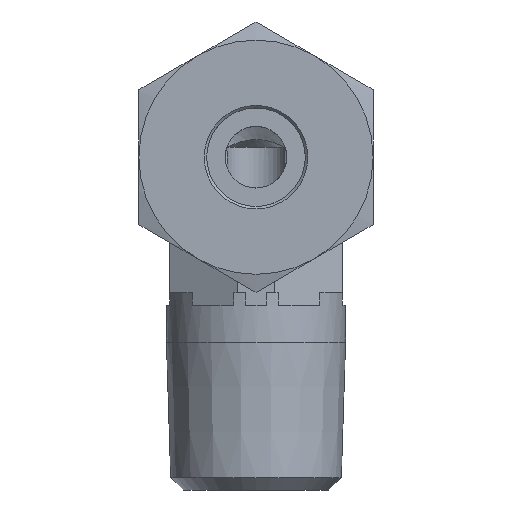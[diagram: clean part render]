
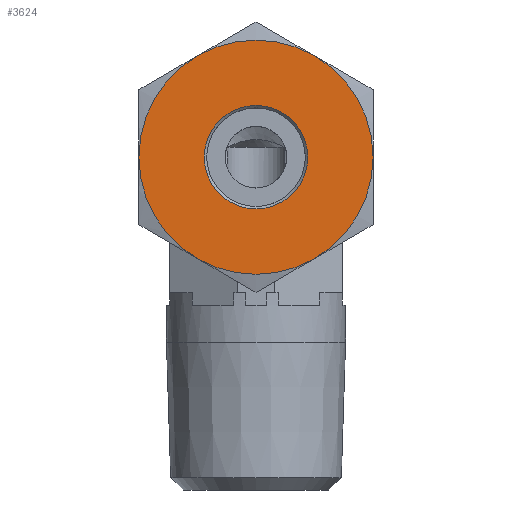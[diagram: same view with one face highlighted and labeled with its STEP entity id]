
A CAD part, front view. The second image highlights one B-rep face of the part: STEP entity #3624.
In plain terms, the highlighted face is planar.
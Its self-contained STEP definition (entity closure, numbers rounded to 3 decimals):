
#3528=CARTESIAN_POINT('',(4.2,0.,16.5));
#3529=VERTEX_POINT('',#3528);
#3530=CARTESIAN_POINT('',(0.0,0.0,16.5));
#3531=DIRECTION('',(0.0,0.0,1.0));
#3532=DIRECTION('',(-1.0,0.0,0.0));
#3533=AXIS2_PLACEMENT_3D('',#3530,#3531,#3532);
#3534=CIRCLE('',#3533,4.2);
#3535=EDGE_CURVE('',#3529,#3529,#3534,.T.);
#3560=CARTESIAN_POINT('',(0.,0.,16.5));
#3561=DIRECTION('',(0.0,0.0,1.0));
#3562=DIRECTION('',(1.0,0.0,0.0));
#3563=AXIS2_PLACEMENT_3D('',#3560,#3561,#3562);
#3564=PLANE('',#3563);
#3565=CARTESIAN_POINT('',(-4.75,-8.227,16.5));
#3566=VERTEX_POINT('',#3565);
#3567=CARTESIAN_POINT('',(4.75,-8.227,16.5));
#3568=VERTEX_POINT('',#3567);
#3569=CARTESIAN_POINT('',(0.0,0.0,16.5));
#3570=DIRECTION('',(0.0,0.0,1.0));
#3571=DIRECTION('',(-0.5,-0.866,0.0));
#3572=AXIS2_PLACEMENT_3D('',#3569,#3570,#3571);
#3573=CIRCLE('',#3572,9.5);
#3574=EDGE_CURVE('',#3566,#3568,#3573,.T.);
#3575=ORIENTED_EDGE('',*,*,#3574,.T.);
#3576=CARTESIAN_POINT('',(9.5,0.,16.5));
#3577=VERTEX_POINT('',#3576);
#3578=CARTESIAN_POINT('',(0.0,0.0,16.5));
#3579=DIRECTION('',(0.0,0.0,1.0));
#3580=DIRECTION('',(-0.5,-0.866,0.0));
#3581=AXIS2_PLACEMENT_3D('',#3578,#3579,#3580);
#3582=CIRCLE('',#3581,9.5);
#3583=EDGE_CURVE('',#3568,#3577,#3582,.T.);
#3584=ORIENTED_EDGE('',*,*,#3583,.T.);
#3585=CARTESIAN_POINT('',(4.75,8.227,16.5));
#3586=VERTEX_POINT('',#3585);
#3587=CARTESIAN_POINT('',(0.0,0.0,16.5));
#3588=DIRECTION('',(0.0,0.0,1.0));
#3589=DIRECTION('',(-0.5,-0.866,0.0));
#3590=AXIS2_PLACEMENT_3D('',#3587,#3588,#3589);
#3591=CIRCLE('',#3590,9.5);
#3592=EDGE_CURVE('',#3577,#3586,#3591,.T.);
#3593=ORIENTED_EDGE('',*,*,#3592,.T.);
#3594=CARTESIAN_POINT('',(-4.75,8.227,16.5));
#3595=VERTEX_POINT('',#3594);
#3596=CARTESIAN_POINT('',(0.0,0.0,16.5));
#3597=DIRECTION('',(0.0,0.0,1.0));
#3598=DIRECTION('',(-0.5,-0.866,0.0));
#3599=AXIS2_PLACEMENT_3D('',#3596,#3597,#3598);
#3600=CIRCLE('',#3599,9.5);
#3601=EDGE_CURVE('',#3586,#3595,#3600,.T.);
#3602=ORIENTED_EDGE('',*,*,#3601,.T.);
#3603=CARTESIAN_POINT('',(-9.5,0.0,16.5));
#3604=VERTEX_POINT('',#3603);
#3605=CARTESIAN_POINT('',(0.0,0.0,16.5));
#3606=DIRECTION('',(0.0,0.0,1.0));
#3607=DIRECTION('',(-0.5,-0.866,0.0));
#3608=AXIS2_PLACEMENT_3D('',#3605,#3606,#3607);
#3609=CIRCLE('',#3608,9.5);
#3610=EDGE_CURVE('',#3595,#3604,#3609,.T.);
#3611=ORIENTED_EDGE('',*,*,#3610,.T.);
#3612=CARTESIAN_POINT('',(0.0,0.0,16.5));
#3613=DIRECTION('',(0.0,0.0,1.0));
#3614=DIRECTION('',(-0.5,-0.866,0.0));
#3615=AXIS2_PLACEMENT_3D('',#3612,#3613,#3614);
#3616=CIRCLE('',#3615,9.5);
#3617=EDGE_CURVE('',#3604,#3566,#3616,.T.);
#3618=ORIENTED_EDGE('',*,*,#3617,.T.);
#3619=EDGE_LOOP('',(#3575,#3584,#3593,#3602,#3611,#3618));
#3620=FACE_OUTER_BOUND('',#3619,.T.);
#3621=ORIENTED_EDGE('',*,*,#3535,.F.);
#3622=EDGE_LOOP('',(#3621));
#3623=FACE_BOUND('',#3622,.T.);
#3624=ADVANCED_FACE('',(#3620,#3623),#3564,.T.);
